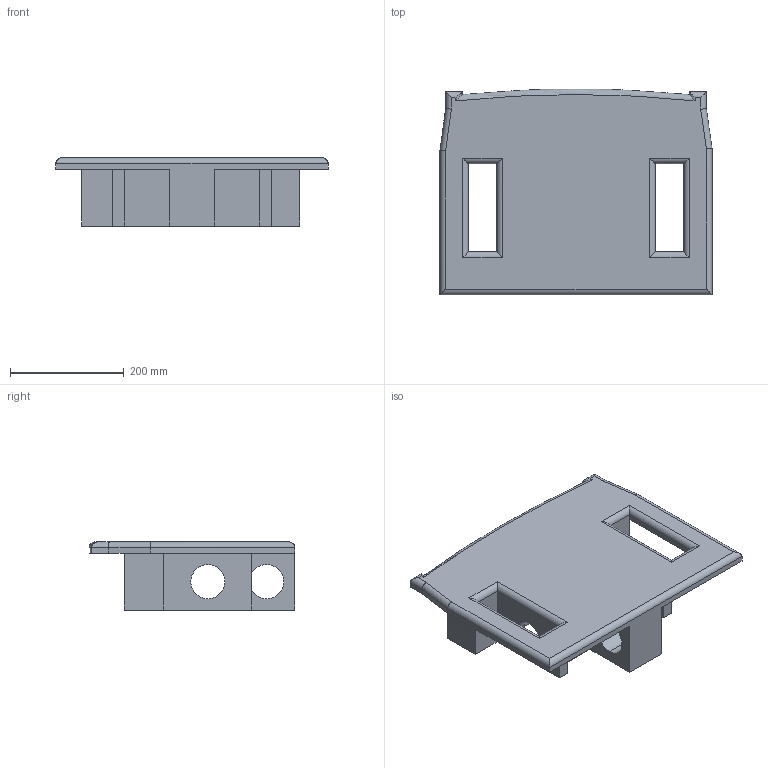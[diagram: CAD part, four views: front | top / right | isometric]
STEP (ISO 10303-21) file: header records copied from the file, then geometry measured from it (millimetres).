
FILE_DESCRIPTION (( 'STEP AP214' ), '1' );
FILE_NAME ('robowar part 8.STEP', '2024-09-13T03:02:49', ( 'hp' ), ( 'HP' ), 'SwSTEP 2.0', 'SolidWorks 2024', '' );
FILE_SCHEMA (( 'AUTOMOTIVE_DESIGN' ));
Length unit declared in the file: centimetre
Products named in the file (1): robowar part 8
Bounding box: 479.26 x 362.29 x 120 mm (x, y, z)
Volume: 4891219 mm3; surface area: 657779.8 mm2
Topology: 1 solids, 1 shells, 70 faces, 183 edges, 115 vertices
Faces by surface type: plane 43, cylinder 26, torus 1
Entity records: 2587 total; most frequent: CARTESIAN_POINT 481, ORIENTED_EDGE 366, DIRECTION 320, EDGE_CURVE 183, LINE 148, VECTOR 148, VERTEX_POINT 115, AXIS2_PLACEMENT_3D 86
